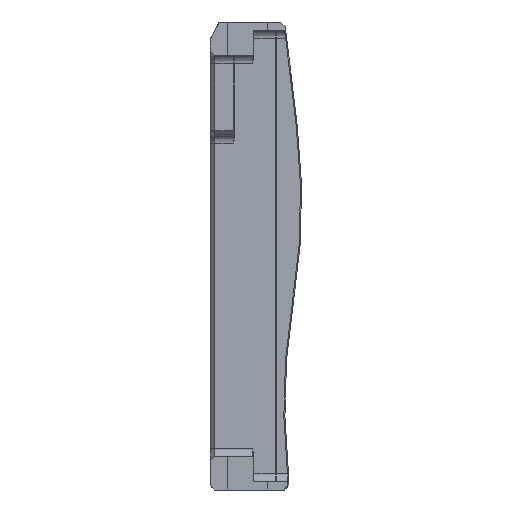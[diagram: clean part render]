
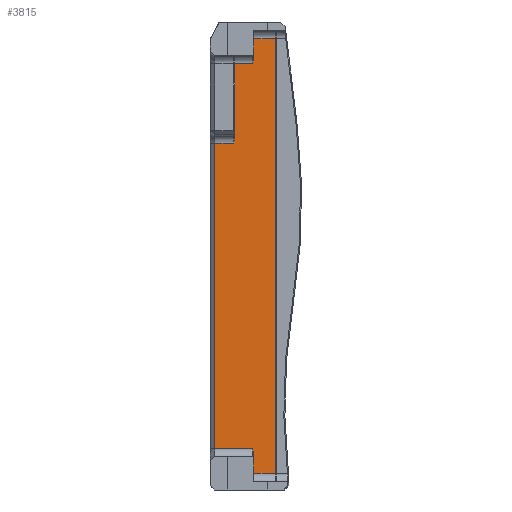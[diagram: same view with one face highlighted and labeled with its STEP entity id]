
A CAD part, left-side view. The second image highlights one B-rep face of the part: STEP entity #3815.
In plain terms, the highlighted planar face has unit normal (-1, 0, 0).
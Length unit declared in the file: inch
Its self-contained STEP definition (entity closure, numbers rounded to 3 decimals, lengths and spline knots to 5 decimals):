
#61=(
BOUNDED_CURVE()
B_SPLINE_CURVE(2,(#6318,#6319,#6320),.UNSPECIFIED.,.F.,.F.)
B_SPLINE_CURVE_WITH_KNOTS((3,3),(0.,0.1067),.UNSPECIFIED.)
CURVE()
GEOMETRIC_REPRESENTATION_ITEM()
RATIONAL_B_SPLINE_CURVE((1.,1.031,1.))
REPRESENTATION_ITEM('')
);
#62=(
BOUNDED_CURVE()
B_SPLINE_CURVE(2,(#6326,#6327,#6328),.UNSPECIFIED.,.F.,.F.)
B_SPLINE_CURVE_WITH_KNOTS((3,3),(0.,0.1067),.UNSPECIFIED.)
CURVE()
GEOMETRIC_REPRESENTATION_ITEM()
RATIONAL_B_SPLINE_CURVE((1.,1.031,1.))
REPRESENTATION_ITEM('')
);
#63=(
BOUNDED_CURVE()
B_SPLINE_CURVE(2,(#6335,#6336,#6337),.UNSPECIFIED.,.F.,.F.)
B_SPLINE_CURVE_WITH_KNOTS((3,3),(0.1067,0.2134),
 .UNSPECIFIED.)
CURVE()
GEOMETRIC_REPRESENTATION_ITEM()
RATIONAL_B_SPLINE_CURVE((1.,1.031,1.))
REPRESENTATION_ITEM('')
);
#612=FACE_OUTER_BOUND('',#834,.T.);
#834=EDGE_LOOP('',(#2909,#2910,#2911,#2912,#2913,#2914,#2915,#2916,#2917,
#2918,#2919,#2920,#2921));
#1055=LINE('',#5763,#1396);
#1058=LINE('',#5776,#1399);
#1109=LINE('',#6261,#1450);
#1120=LINE('',#6314,#1461);
#1121=LINE('',#6316,#1462);
#1122=LINE('',#6322,#1463);
#1123=LINE('',#6324,#1464);
#1124=LINE('',#6330,#1465);
#1125=LINE('',#6332,#1466);
#1126=LINE('',#6334,#1467);
#1396=VECTOR('',#4435,0.3937);
#1399=VECTOR('',#4448,0.3937);
#1450=VECTOR('',#4587,0.3937);
#1461=VECTOR('',#4604,0.3937);
#1462=VECTOR('',#4605,0.3937);
#1463=VECTOR('',#4606,0.3937);
#1464=VECTOR('',#4607,0.3937);
#1465=VECTOR('',#4608,0.3937);
#1466=VECTOR('',#4609,0.3937);
#1467=VECTOR('',#4610,0.3937);
#1760=VERTEX_POINT('',#5758);
#1761=VERTEX_POINT('',#5762);
#1763=VERTEX_POINT('',#5767);
#1833=VERTEX_POINT('',#6257);
#1849=VERTEX_POINT('',#6313);
#1850=VERTEX_POINT('',#6315);
#1851=VERTEX_POINT('',#6317);
#1852=VERTEX_POINT('',#6321);
#1853=VERTEX_POINT('',#6323);
#1854=VERTEX_POINT('',#6325);
#1855=VERTEX_POINT('',#6329);
#1856=VERTEX_POINT('',#6331);
#1857=VERTEX_POINT('',#6333);
#2119=EDGE_CURVE('',#1760,#1761,#1055,.T.);
#2126=EDGE_CURVE('',#1761,#1763,#1058,.T.);
#2221=EDGE_CURVE('',#1833,#1760,#1109,.T.);
#2239=EDGE_CURVE('',#1849,#1833,#1120,.T.);
#2240=EDGE_CURVE('',#1850,#1849,#1121,.T.);
#2241=EDGE_CURVE('',#1851,#1850,#61,.F.);
#2242=EDGE_CURVE('',#1852,#1851,#1122,.T.);
#2243=EDGE_CURVE('',#1852,#1853,#1123,.T.);
#2244=EDGE_CURVE('',#1854,#1853,#62,.F.);
#2245=EDGE_CURVE('',#1855,#1854,#1124,.T.);
#2246=EDGE_CURVE('',#1856,#1855,#1125,.T.);
#2247=EDGE_CURVE('',#1857,#1856,#1126,.T.);
#2248=EDGE_CURVE('',#1763,#1857,#63,.F.);
#2909=ORIENTED_EDGE('',*,*,#2221,.F.);
#2910=ORIENTED_EDGE('',*,*,#2239,.F.);
#2911=ORIENTED_EDGE('',*,*,#2240,.F.);
#2912=ORIENTED_EDGE('',*,*,#2241,.F.);
#2913=ORIENTED_EDGE('',*,*,#2242,.F.);
#2914=ORIENTED_EDGE('',*,*,#2243,.T.);
#2915=ORIENTED_EDGE('',*,*,#2244,.F.);
#2916=ORIENTED_EDGE('',*,*,#2245,.F.);
#2917=ORIENTED_EDGE('',*,*,#2246,.F.);
#2918=ORIENTED_EDGE('',*,*,#2247,.F.);
#2919=ORIENTED_EDGE('',*,*,#2248,.F.);
#2920=ORIENTED_EDGE('',*,*,#2126,.F.);
#2921=ORIENTED_EDGE('',*,*,#2119,.F.);
#3680=PLANE('',#4081);
#3815=ADVANCED_FACE('',(#612),#3680,.T.);
#4081=AXIS2_PLACEMENT_3D('',#6312,#4602,#4603);
#4435=DIRECTION('',(0.,1.,0.));
#4448=DIRECTION('',(0.,0.,1.));
#4587=DIRECTION('',(0.,0.,-1.));
#4602=DIRECTION('center_axis',(-1.,0.,0.));
#4603=DIRECTION('ref_axis',(0.,0.,1.));
#4604=DIRECTION('',(0.,-1.,0.));
#4605=DIRECTION('',(0.,0.,1.));
#4606=DIRECTION('',(0.,-1.,0.));
#4607=DIRECTION('',(0.,0.,-1.));
#4608=DIRECTION('',(0.,-1.,0.));
#4609=DIRECTION('',(0.,0.,1.));
#4610=DIRECTION('',(0.,1.,0.));
#5758=CARTESIAN_POINT('',(5.6437,-0.24606,-2.05118));
#5762=CARTESIAN_POINT('',(5.6437,-0.04331,-2.05118));
#5763=CARTESIAN_POINT('',(5.6437,-0.06076,-2.05118));
#5767=CARTESIAN_POINT('',(5.6437,-0.04331,-1.85554));
#5776=CARTESIAN_POINT('',(5.6437,-0.04331,1.06496));
#6257=CARTESIAN_POINT('',(5.6437,-0.24606,2.05118));
#6261=CARTESIAN_POINT('',(5.6437,-0.24606,-0.94685));
#6312=CARTESIAN_POINT('Origin',(5.6437,0.05906,-1.8937));
#6313=CARTESIAN_POINT('',(5.6437,-0.04331,2.05118));
#6314=CARTESIAN_POINT('',(5.6437,0.05906,2.05118));
#6315=CARTESIAN_POINT('',(5.6437,-0.04331,1.85554));
#6316=CARTESIAN_POINT('',(5.6437,-0.04331,1.06496));
#6317=CARTESIAN_POINT('',(5.6437,-0.03346,1.81496));
#6318=CARTESIAN_POINT('Ctrl Pts',(5.6437,-0.04331,
1.85554));
#6319=CARTESIAN_POINT('Ctrl Pts',(5.6437,-0.03346,
1.83406));
#6320=CARTESIAN_POINT('Ctrl Pts',(5.6437,-0.03346,
1.81496));
#6321=CARTESIAN_POINT('',(5.6437,0.1378,1.81496));
#6322=CARTESIAN_POINT('',(5.6437,0.05906,1.81496));
#6323=CARTESIAN_POINT('',(5.6437,0.1378,1.10554));
#6324=CARTESIAN_POINT('',(5.6437,0.1378,1.1437));
#6325=CARTESIAN_POINT('',(5.6437,0.14764,1.06496));
#6326=CARTESIAN_POINT('Ctrl Pts',(5.6437,0.1378,1.10554));
#6327=CARTESIAN_POINT('Ctrl Pts',(5.6437,0.14764,1.08406));
#6328=CARTESIAN_POINT('Ctrl Pts',(5.6437,0.14764,1.06496));
#6329=CARTESIAN_POINT('',(5.6437,0.32677,1.06496));
#6330=CARTESIAN_POINT('',(5.6437,0.05906,1.06496));
#6331=CARTESIAN_POINT('',(5.6437,0.32677,-1.81496));
#6332=CARTESIAN_POINT('',(5.6437,0.32677,-0.94685));
#6333=CARTESIAN_POINT('',(5.6437,-0.03346,-1.81496));
#6334=CARTESIAN_POINT('',(5.6437,0.05906,-1.81496));
#6335=CARTESIAN_POINT('Ctrl Pts',(5.6437,-0.03346,
-1.81496));
#6336=CARTESIAN_POINT('Ctrl Pts',(5.6437,-0.03346,
-1.83406));
#6337=CARTESIAN_POINT('Ctrl Pts',(5.6437,-0.04331,
-1.85554));
